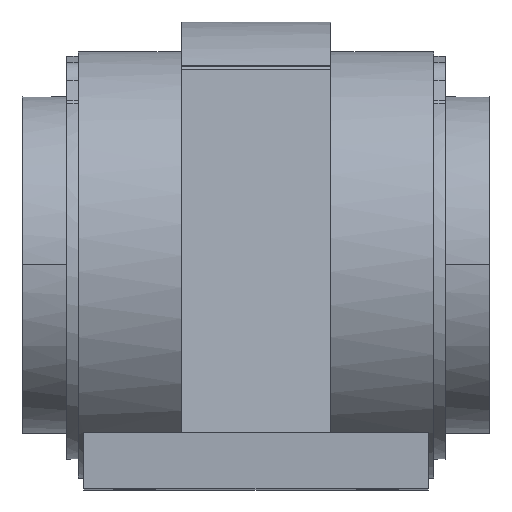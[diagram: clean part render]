
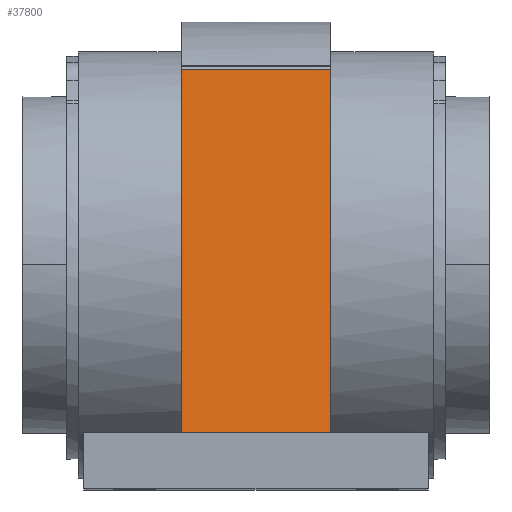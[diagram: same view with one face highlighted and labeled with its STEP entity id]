
A CAD part, top view. The second image highlights one B-rep face of the part: STEP entity #37800.
In plain terms, the highlighted free-form (B-spline) face has degree [1, 1] with [2, 2] control points.
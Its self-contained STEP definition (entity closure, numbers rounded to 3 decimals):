
#37450 = CARTESIAN_POINT ('', (20., 15., 79.999));
#37460 = VERTEX_POINT ('', #37450);
#37470 = CARTESIAN_POINT ('', (20., 112.087, 71.505));
#37480 = VERTEX_POINT ('', #37470);
#37490 = CARTESIAN_POINT ('', (20., 15., 79.999));
#37500 = CARTESIAN_POINT ('', (20., 112.087, 71.505));
#37510 = B_SPLINE_CURVE_WITH_KNOTS ('', 1, (#37490, #37500), .UNSPECIFIED., .F., .U., (2, 2), (0., 1.), .UNSPECIFIED.);
#37520 = EDGE_CURVE ('', #37460, #37480, #37510, .T.);
#37530 = ORIENTED_EDGE ('', *, *, #37520, .T.);
#37540 = CARTESIAN_POINT ('', (-20., 112.087, 71.505));
#37550 = VERTEX_POINT ('', #37540);
#37560 = CARTESIAN_POINT ('', (20., 112.087, 71.505));
#37570 = CARTESIAN_POINT ('', (-20., 112.087, 71.505));
#37580 = B_SPLINE_CURVE_WITH_KNOTS ('', 1, (#37560, #37570), .UNSPECIFIED., .F., .U., (2, 2), (0., 1.), .UNSPECIFIED.);
#37590 = EDGE_CURVE ('', #37480, #37550, #37580, .T.);
#37600 = ORIENTED_EDGE ('', *, *, #37590, .T.);
#37610 = CARTESIAN_POINT ('', (-20., 15., 79.999));
#37620 = VERTEX_POINT ('', #37610);
#37630 = CARTESIAN_POINT ('', (-20., 112.087, 71.505));
#37640 = CARTESIAN_POINT ('', (-20., 15., 79.999));
#37650 = B_SPLINE_CURVE_WITH_KNOTS ('', 1, (#37630, #37640), .UNSPECIFIED., .F., .U., (2, 2), (0., 1.), .UNSPECIFIED.);
#37660 = EDGE_CURVE ('', #37550, #37620, #37650, .T.);
#37670 = ORIENTED_EDGE ('', *, *, #37660, .T.);
#37680 = CARTESIAN_POINT ('', (-20., 15., 79.999));
#37690 = CARTESIAN_POINT ('', (20., 15., 79.999));
#37700 = B_SPLINE_CURVE_WITH_KNOTS ('', 1, (#37680, #37690), .UNSPECIFIED., .F., .U., (2, 2), (0., 1.), .UNSPECIFIED.);
#37710 = EDGE_CURVE ('', #37620, #37460, #37700, .T.);
#37720 = ORIENTED_EDGE ('', *, *, #37710, .T.);
#37730 = EDGE_LOOP ('', (#37530, #37600, #37670, #37720));
#37740 = FACE_OUTER_BOUND ('', #37730, .T.);
#37750 = CARTESIAN_POINT ('', (20., 15., 79.999));
#37760 = CARTESIAN_POINT ('', (-20., 15., 79.999));
#37770 = CARTESIAN_POINT ('', (20., 112.087, 71.505));
#37780 = CARTESIAN_POINT ('', (-20., 112.087, 71.505));
#37790 = B_SPLINE_SURFACE_WITH_KNOTS ('', 1, 1, ((#37750, #37760), (#37770, #37780)), .UNSPECIFIED., .F., .F., .U., (2, 2), (2, 2), (0., 1.), (0., 1.), .UNSPECIFIED.);
#37800 = ADVANCED_FACE ('', (#37740), #37790, .T.);
